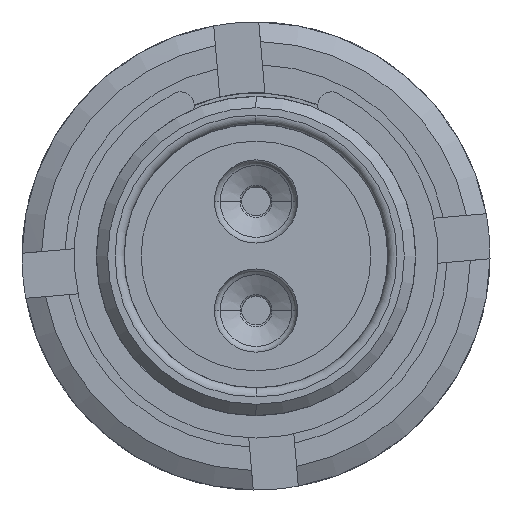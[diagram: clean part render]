
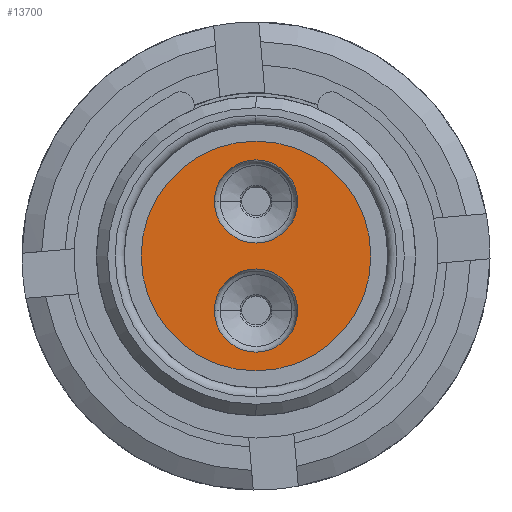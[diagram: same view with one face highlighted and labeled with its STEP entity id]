
A CAD part, left-side view. The second image highlights one B-rep face of the part: STEP entity #13700.
In plain terms, the highlighted planar face has unit normal (-1, 0, 0).
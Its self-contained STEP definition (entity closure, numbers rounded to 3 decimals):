
#525 = DIRECTION ( 'NONE',  ( 1., 0., 0. ) ) ;
#1706 = CIRCLE ( 'NONE', #7737, 1.84 ) ;
#2089 = EDGE_LOOP ( 'NONE', ( #4832, #3539 ) ) ;
#2789 = CARTESIAN_POINT ( 'NONE',  ( 2.067, 0., 0. ) ) ;
#3539 = ORIENTED_EDGE ( 'NONE', *, *, #22700, .F. ) ;
#4286 = ORIENTED_EDGE ( 'NONE', *, *, #8130, .F. ) ;
#4765 = AXIS2_PLACEMENT_3D ( 'NONE', #2789, #525, #19189 ) ;
#4832 = ORIENTED_EDGE ( 'NONE', *, *, #12396, .F. ) ;
#4941 = DIRECTION ( 'NONE',  ( 1., 0., 0. ) ) ;
#4989 = AXIS2_PLACEMENT_3D ( 'NONE', #11134, #24998, #11754 ) ;
#5377 = DIRECTION ( 'NONE',  ( -1., 0., 0. ) ) ;
#5426 = VERTEX_POINT ( 'NONE', #8140 ) ;
#5789 = AXIS2_PLACEMENT_3D ( 'NONE', #23873, #16572, #18969 ) ;
#5862 = CIRCLE ( 'NONE', #25022, 1.84 ) ;
#5991 = CIRCLE ( 'NONE', #5789, 1.84 ) ;
#7520 = VERTEX_POINT ( 'NONE', #24638 ) ;
#7737 = AXIS2_PLACEMENT_3D ( 'NONE', #9988, #5377, #21828 ) ;
#7837 = CARTESIAN_POINT ( 'NONE',  ( 2.067, 0., -2.413 ) ) ;
#7933 = DIRECTION ( 'NONE',  ( -1., 0., 0. ) ) ;
#7955 = FACE_OUTER_BOUND ( 'NONE', #2089, .T. ) ;
#8130 = EDGE_CURVE ( 'NONE', #25743, #21737, #1706, .T. ) ;
#8140 = CARTESIAN_POINT ( 'NONE',  ( 2.067, 5.08, 0. ) ) ;
#8772 = EDGE_CURVE ( 'NONE', #7520, #18667, #5991, .T. ) ;
#9988 = CARTESIAN_POINT ( 'NONE',  ( 2.067, 0., -2.413 ) ) ;
#10157 = FACE_BOUND ( 'NONE', #10875, .T. ) ;
#10510 = CARTESIAN_POINT ( 'NONE',  ( 2.067, -5.08, 0. ) ) ;
#10875 = EDGE_LOOP ( 'NONE', ( #20149, #15516 ) ) ;
#11134 = CARTESIAN_POINT ( 'NONE',  ( 2.067, 0., 2.413 ) ) ;
#11640 = EDGE_LOOP ( 'NONE', ( #4286, #16314 ) ) ;
#11754 = DIRECTION ( 'NONE',  ( 0., 1., 0. ) ) ;
#11893 = CARTESIAN_POINT ( 'NONE',  ( 2.067, -1.84, 2.413 ) ) ;
#12369 = DIRECTION ( 'NONE',  ( 0., 1., 0. ) ) ;
#12396 = EDGE_CURVE ( 'NONE', #5426, #30288, #28913, .T. ) ;
#13572 = CIRCLE ( 'NONE', #4989, 1.84 ) ;
#13700 = ADVANCED_FACE ( 'NONE', ( #10157, #7955, #25224 ), #14071, .F. ) ;
#14071 = PLANE ( 'NONE',  #14919 ) ;
#14919 = AXIS2_PLACEMENT_3D ( 'NONE', #19012, #4941, #23728 ) ;
#15516 = ORIENTED_EDGE ( 'NONE', *, *, #15624, .T. ) ;
#15623 = AXIS2_PLACEMENT_3D ( 'NONE', #19265, #19065, #12369 ) ;
#15624 = EDGE_CURVE ( 'NONE', #18667, #7520, #13572, .T. ) ;
#15989 = EDGE_CURVE ( 'NONE', #21737, #25743, #5862, .T. ) ;
#16314 = ORIENTED_EDGE ( 'NONE', *, *, #15989, .F. ) ;
#16572 = DIRECTION ( 'NONE',  ( 1., 0., 0. ) ) ;
#18667 = VERTEX_POINT ( 'NONE', #11893 ) ;
#18969 = DIRECTION ( 'NONE',  ( 0., 1., 0. ) ) ;
#19012 = CARTESIAN_POINT ( 'NONE',  ( 2.067, 0., 0. ) ) ;
#19065 = DIRECTION ( 'NONE',  ( 1., 0., 0. ) ) ;
#19189 = DIRECTION ( 'NONE',  ( 0., 1., 0. ) ) ;
#19265 = CARTESIAN_POINT ( 'NONE',  ( 2.067, 0., 0. ) ) ;
#20149 = ORIENTED_EDGE ( 'NONE', *, *, #8772, .T. ) ;
#20680 = CARTESIAN_POINT ( 'NONE',  ( 2.067, 1.84, -2.413 ) ) ;
#21737 = VERTEX_POINT ( 'NONE', #25250 ) ;
#21828 = DIRECTION ( 'NONE',  ( 0., 1., 0. ) ) ;
#22700 = EDGE_CURVE ( 'NONE', #30288, #5426, #26564, .T. ) ;
#23728 = DIRECTION ( 'NONE',  ( 0., 1., 0. ) ) ;
#23873 = CARTESIAN_POINT ( 'NONE',  ( 2.067, 0., 2.413 ) ) ;
#24638 = CARTESIAN_POINT ( 'NONE',  ( 2.067, 1.84, 2.413 ) ) ;
#24998 = DIRECTION ( 'NONE',  ( 1., 0., 0. ) ) ;
#25022 = AXIS2_PLACEMENT_3D ( 'NONE', #7837, #7933, #26739 ) ;
#25224 = FACE_BOUND ( 'NONE', #11640, .T. ) ;
#25250 = CARTESIAN_POINT ( 'NONE',  ( 2.067, -1.84, -2.413 ) ) ;
#25743 = VERTEX_POINT ( 'NONE', #20680 ) ;
#26564 = CIRCLE ( 'NONE', #4765, 5.08 ) ;
#26739 = DIRECTION ( 'NONE',  ( 0., 1., 0. ) ) ;
#28913 = CIRCLE ( 'NONE', #15623, 5.08 ) ;
#30288 = VERTEX_POINT ( 'NONE', #10510 ) ;
